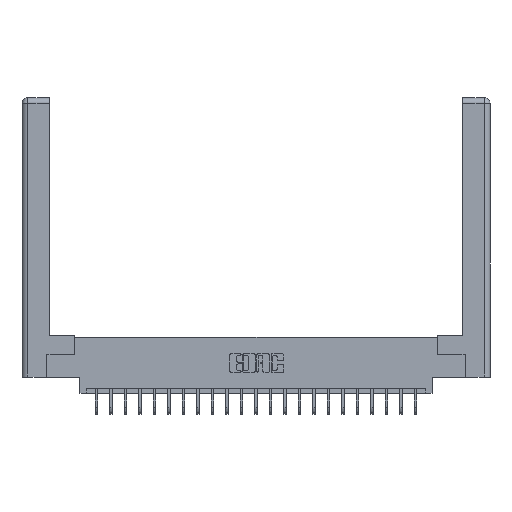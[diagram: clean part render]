
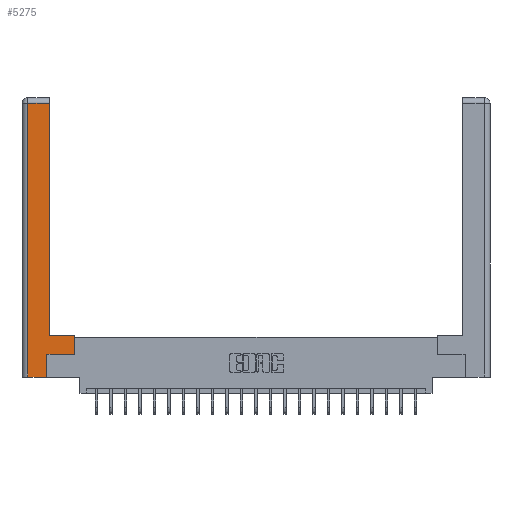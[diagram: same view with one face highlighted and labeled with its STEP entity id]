
A CAD part, top view. The second image highlights one B-rep face of the part: STEP entity #5275.
In plain terms, the highlighted planar face has unit normal (0, 0, 1).
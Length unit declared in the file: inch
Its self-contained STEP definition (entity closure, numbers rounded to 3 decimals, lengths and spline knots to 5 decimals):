
#338 = LINE ( 'NONE', #24840, #20159 ) ;
#451 = DIRECTION ( 'NONE',  ( 0., 0., -1. ) ) ;
#850 = VERTEX_POINT ( 'NONE', #10791 ) ;
#1443 = DIRECTION ( 'NONE',  ( -1., 0., 0. ) ) ;
#3490 = VECTOR ( 'NONE', #19030, 39.37008 ) ;
#3540 = EDGE_CURVE ( 'NONE', #24425, #850, #8606, .T. ) ;
#3786 = EDGE_CURVE ( 'NONE', #850, #10581, #22683, .T. ) ;
#4058 = ORIENTED_EDGE ( 'NONE', *, *, #3540, .T. ) ;
#5275 = ADVANCED_FACE ( 'NONE', ( #12439 ), #11776, .F. ) ;
#6256 = DIRECTION ( 'NONE',  ( -1., 0., 0. ) ) ;
#6285 = DIRECTION ( 'NONE',  ( 1., 0., 0. ) ) ;
#7436 = CARTESIAN_POINT ( 'NONE',  ( 0.565, 0.245, 0. ) ) ;
#7569 = CARTESIAN_POINT ( 'NONE',  ( 0.565, 0.45, 0. ) ) ;
#7634 = VERTEX_POINT ( 'NONE', #17709 ) ;
#8038 = LINE ( 'NONE', #7569, #16440 ) ;
#8168 = LINE ( 'NONE', #23053, #8758 ) ;
#8455 = VERTEX_POINT ( 'NONE', #18022 ) ;
#8606 = LINE ( 'NONE', #22786, #3490 ) ;
#8758 = VECTOR ( 'NONE', #21362, 39.37008 ) ;
#9182 = ORIENTED_EDGE ( 'NONE', *, *, #22120, .T. ) ;
#9349 = CARTESIAN_POINT ( 'NONE',  ( 0.565, 0.45, 0. ) ) ;
#9751 = LINE ( 'NONE', #19794, #11232 ) ;
#9805 = CARTESIAN_POINT ( 'NONE',  ( 0.265, 0., 0. ) ) ;
#10322 = CARTESIAN_POINT ( 'NONE',  ( 0.295, 0.45, 0. ) ) ;
#10581 = VERTEX_POINT ( 'NONE', #12260 ) ;
#10661 = ORIENTED_EDGE ( 'NONE', *, *, #18427, .T. ) ;
#10791 = CARTESIAN_POINT ( 'NONE',  ( 0.265, 0.245, 0. ) ) ;
#11232 = VECTOR ( 'NONE', #6285, 39.37008 ) ;
#11319 = EDGE_CURVE ( 'NONE', #19513, #7634, #8168, .T. ) ;
#11660 = EDGE_CURVE ( 'NONE', #11835, #8455, #338, .T. ) ;
#11776 = PLANE ( 'NONE',  #22074 ) ;
#11835 = VERTEX_POINT ( 'NONE', #18039 ) ;
#12260 = CARTESIAN_POINT ( 'NONE',  ( 0.565, 0.245, 0. ) ) ;
#12402 = ORIENTED_EDGE ( 'NONE', *, *, #11319, .T. ) ;
#12439 = FACE_OUTER_BOUND ( 'NONE', #20209, .T. ) ;
#12584 = VECTOR ( 'NONE', #18035, 39.37008 ) ;
#13163 = EDGE_CURVE ( 'NONE', #23832, #19513, #15259, .T. ) ;
#13257 = DIRECTION ( 'NONE',  ( 0., 1., 0. ) ) ;
#13669 = VECTOR ( 'NONE', #15227, 39.37008 ) ;
#15227 = DIRECTION ( 'NONE',  ( 1., 0., 0. ) ) ;
#15259 = LINE ( 'NONE', #22056, #12584 ) ;
#16440 = VECTOR ( 'NONE', #13257, 39.37008 ) ;
#17709 = CARTESIAN_POINT ( 'NONE',  ( 0.295, 2.94, 0. ) ) ;
#18022 = CARTESIAN_POINT ( 'NONE',  ( 0.0615, 0., 0. ) ) ;
#18035 = DIRECTION ( 'NONE',  ( -1., 0., 0. ) ) ;
#18039 = CARTESIAN_POINT ( 'NONE',  ( 0.0615, 2.94, 0. ) ) ;
#18427 = EDGE_CURVE ( 'NONE', #10581, #23832, #8038, .T. ) ;
#18657 = CARTESIAN_POINT ( 'NONE',  ( 0.0615, 2.94, 0. ) ) ;
#19030 = DIRECTION ( 'NONE',  ( 0., 1., 0. ) ) ;
#19513 = VERTEX_POINT ( 'NONE', #10322 ) ;
#19636 = EDGE_CURVE ( 'NONE', #8455, #24425, #9751, .T. ) ;
#19794 = CARTESIAN_POINT ( 'NONE',  ( 0.265, 0., 0. ) ) ;
#20159 = VECTOR ( 'NONE', #20976, 39.37008 ) ;
#20209 = EDGE_LOOP ( 'NONE', ( #12402, #9182, #20312, #20230, #4058, #20434, #10661, #21742 ) ) ;
#20230 = ORIENTED_EDGE ( 'NONE', *, *, #19636, .T. ) ;
#20312 = ORIENTED_EDGE ( 'NONE', *, *, #11660, .T. ) ;
#20434 = ORIENTED_EDGE ( 'NONE', *, *, #3786, .T. ) ;
#20976 = DIRECTION ( 'NONE',  ( 0., -1., 0. ) ) ;
#21048 = VECTOR ( 'NONE', #1443, 39.37008 ) ;
#21342 = LINE ( 'NONE', #18657, #21048 ) ;
#21362 = DIRECTION ( 'NONE',  ( 0., 1., 0. ) ) ;
#21742 = ORIENTED_EDGE ( 'NONE', *, *, #13163, .T. ) ;
#22056 = CARTESIAN_POINT ( 'NONE',  ( 0.295, 0.45, 0. ) ) ;
#22074 = AXIS2_PLACEMENT_3D ( 'NONE', #23377, #451, #6256 ) ;
#22120 = EDGE_CURVE ( 'NONE', #7634, #11835, #21342, .T. ) ;
#22683 = LINE ( 'NONE', #7436, #13669 ) ;
#22786 = CARTESIAN_POINT ( 'NONE',  ( 0.265, 0.245, 0. ) ) ;
#23053 = CARTESIAN_POINT ( 'NONE',  ( 0.295, 3., 0. ) ) ;
#23377 = CARTESIAN_POINT ( 'NONE',  ( 0., 0., 0. ) ) ;
#23832 = VERTEX_POINT ( 'NONE', #9349 ) ;
#24425 = VERTEX_POINT ( 'NONE', #9805 ) ;
#24840 = CARTESIAN_POINT ( 'NONE',  ( 0.0615, 0., 0. ) ) ;
